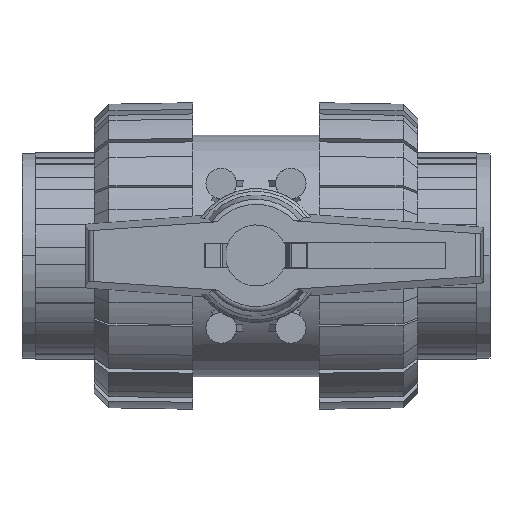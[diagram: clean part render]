
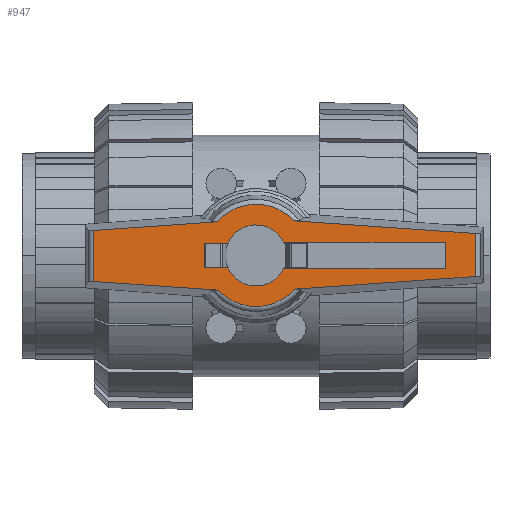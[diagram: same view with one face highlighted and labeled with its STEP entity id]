
A CAD part, top view. The second image highlights one B-rep face of the part: STEP entity #947.
In plain terms, the highlighted planar face has unit normal (0, 0, 1).
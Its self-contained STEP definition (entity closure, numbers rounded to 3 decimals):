
#947=ADVANCED_FACE('',(#2250,#2251,#2252),#2253,.T.);
#2250=FACE_OUTER_BOUND('',#3997,.T.);
#2251=FACE_BOUND('',#3998,.T.);
#2252=FACE_BOUND('',#3999,.T.);
#2253=PLANE('',#4000);
#3997=EDGE_LOOP('',(#6330,#6331,#6332,#6333,#6334,#6335,#6336,#6337));
#3998=EDGE_LOOP('',(#6338,#6339,#6340,#6341));
#3999=EDGE_LOOP('',(#6342,#6343,#6344,#6345));
#4000=AXIS2_PLACEMENT_3D('',#6346,#6347,#6348);
#6330=ORIENTED_EDGE('',*,*,#11121,.T.);
#6331=ORIENTED_EDGE('',*,*,#11319,.T.);
#6332=ORIENTED_EDGE('',*,*,#11253,.T.);
#6333=ORIENTED_EDGE('',*,*,#11260,.F.);
#6334=ORIENTED_EDGE('',*,*,#11155,.T.);
#6335=ORIENTED_EDGE('',*,*,#11294,.T.);
#6336=ORIENTED_EDGE('',*,*,#11234,.T.);
#6337=ORIENTED_EDGE('',*,*,#11241,.T.);
#6338=ORIENTED_EDGE('',*,*,#11210,.T.);
#6339=ORIENTED_EDGE('',*,*,#11194,.T.);
#6340=ORIENTED_EDGE('',*,*,#11187,.T.);
#6341=ORIENTED_EDGE('',*,*,#11202,.T.);
#6342=ORIENTED_EDGE('',*,*,#11162,.T.);
#6343=ORIENTED_EDGE('',*,*,#11177,.T.);
#6344=ORIENTED_EDGE('',*,*,#11185,.T.);
#6345=ORIENTED_EDGE('',*,*,#11169,.T.);
#6346=CARTESIAN_POINT('',(9.557,0.0,177.0));
#6347=DIRECTION('',(0.0,0.0,1.0));
#6348=DIRECTION('',(1.0,0.0,0.0));
#11121=EDGE_CURVE('',#13400,#13398,#13401,.T.);
#11155=EDGE_CURVE('',#13461,#13459,#13462,.T.);
#11162=EDGE_CURVE('',#13473,#13474,#13475,.T.);
#11169=EDGE_CURVE('',#13486,#13473,#13487,.T.);
#11177=EDGE_CURVE('',#13474,#13498,#13499,.T.);
#11185=EDGE_CURVE('',#13498,#13486,#13508,.T.);
#11187=EDGE_CURVE('',#13510,#13511,#13512,.T.);
#11194=EDGE_CURVE('',#13523,#13510,#13524,.T.);
#11202=EDGE_CURVE('',#13511,#13535,#13536,.T.);
#11210=EDGE_CURVE('',#13535,#13523,#13545,.T.);
#11234=EDGE_CURVE('',#13580,#13578,#13581,.T.);
#11241=EDGE_CURVE('',#13578,#13400,#13591,.T.);
#11253=EDGE_CURVE('',#13608,#13606,#13609,.T.);
#11260=EDGE_CURVE('',#13461,#13606,#13619,.T.);
#11294=EDGE_CURVE('',#13459,#13580,#13665,.T.);
#11319=EDGE_CURVE('',#13398,#13608,#13694,.T.);
#13398=VERTEX_POINT('',#16843);
#13400=VERTEX_POINT('',#16870);
#13401=LINE('',#16871,#16872);
#13459=VERTEX_POINT('',#17046);
#13461=VERTEX_POINT('',#17073);
#13462=LINE('',#17074,#17075);
#13473=VERTEX_POINT('',#17089);
#13474=VERTEX_POINT('',#17090);
#13475=LINE('',#17091,#17092);
#13486=VERTEX_POINT('',#17106);
#13487=LINE('',#17107,#17108);
#13498=VERTEX_POINT('',#17123);
#13499=LINE('',#17124,#17125);
#13508=LINE('',#17137,#17138);
#13510=VERTEX_POINT('',#17140);
#13511=VERTEX_POINT('',#17141);
#13512=LINE('',#17142,#17143);
#13523=VERTEX_POINT('',#17157);
#13524=LINE('',#17158,#17159);
#13535=VERTEX_POINT('',#17174);
#13536=LINE('',#17175,#17176);
#13545=LINE('',#17188,#17189);
#13578=VERTEX_POINT('',#17231);
#13580=VERTEX_POINT('',#17233);
#13581=LINE('',#17234,#17235);
#13591=LINE('',#17307,#17308);
#13606=VERTEX_POINT('',#17327);
#13608=VERTEX_POINT('',#17329);
#13609=LINE('',#17330,#17331);
#13619=LINE('',#17403,#17404);
#13665=CIRCLE('',#17525,19.113);
#13694=CIRCLE('',#17613,19.113);
#16843=CARTESIAN_POINT('',(-14.032,-12.977,177.0));
#16870=CARTESIAN_POINT('',(-60.662,-9.716,177.0));
#16871=CARTESIAN_POINT('',(-4.413,-13.65,177.0));
#16872=VECTOR('',#23787,1.0);
#17046=CARTESIAN_POINT('',(14.032,12.977,177.0));
#17073=CARTESIAN_POINT('',(81.912,8.23,177.0));
#17074=CARTESIAN_POINT('',(43.917,10.887,177.0));
#17075=VECTOR('',#23817,1.0);
#17089=CARTESIAN_POINT('',(-10.278,-4.5,177.0));
#17090=CARTESIAN_POINT('',(-19.333,-4.5,177.0));
#17091=CARTESIAN_POINT('',(-2.829,-4.5,177.0));
#17092=VECTOR('',#23827,1.0);
#17106=CARTESIAN_POINT('',(-10.278,4.5,177.0));
#17107=CARTESIAN_POINT('',(-10.278,-2.25,177.0));
#17108=VECTOR('',#23837,1.0);
#17123=CARTESIAN_POINT('',(-19.333,4.5,177.0));
#17124=CARTESIAN_POINT('',(-19.333,6.75,177.0));
#17125=VECTOR('',#23845,1.0);
#17137=CARTESIAN_POINT('',(-2.829,4.5,177.0));
#17138=VECTOR('',#23852,1.0);
#17140=CARTESIAN_POINT('',(10.278,4.5,177.0));
#17141=CARTESIAN_POINT('',(19.333,4.5,177.0));
#17142=CARTESIAN_POINT('',(12.386,4.5,177.0));
#17143=VECTOR('',#23853,1.0);
#17157=CARTESIAN_POINT('',(10.278,-4.5,177.0));
#17158=CARTESIAN_POINT('',(10.278,2.25,177.0));
#17159=VECTOR('',#23863,1.0);
#17174=CARTESIAN_POINT('',(19.333,-4.5,177.0));
#17175=CARTESIAN_POINT('',(19.333,11.25,177.0));
#17176=VECTOR('',#23871,1.0);
#17188=CARTESIAN_POINT('',(12.386,-4.5,177.0));
#17189=VECTOR('',#23878,1.0);
#17231=CARTESIAN_POINT('',(-60.662,9.362,177.0));
#17233=CARTESIAN_POINT('',(-14.373,12.599,177.0));
#17234=CARTESIAN_POINT('',(-3.135,13.384,177.0));
#17235=VECTOR('',#23915,1.0);
#17307=CARTESIAN_POINT('',(-60.662,18.0,177.0));
#17308=VECTOR('',#23917,1.0);
#17327=CARTESIAN_POINT('',(81.912,-7.876,177.0));
#17329=CARTESIAN_POINT('',(14.373,-12.599,177.0));
#17330=CARTESIAN_POINT('',(45.145,-10.447,177.0));
#17331=VECTOR('',#23931,1.0);
#17403=CARTESIAN_POINT('',(81.912,18.0,177.0));
#17404=VECTOR('',#23933,1.0);
#17525=AXIS2_PLACEMENT_3D('',#23971,#23972,#23973);
#17613=AXIS2_PLACEMENT_3D('',#23998,#23999,#24000);
#23787=DIRECTION('',(0.998,-0.07,0.0));
#23817=DIRECTION('',(-0.998,0.07,0.0));
#23827=DIRECTION('',(-1.0,0.0,0.0));
#23837=DIRECTION('',(0.0,-1.0,0.0));
#23845=DIRECTION('',(0.0,1.0,-0.0));
#23852=DIRECTION('',(1.0,0.0,0.0));
#23853=DIRECTION('',(1.0,0.0,-0.0));
#23863=DIRECTION('',(0.0,1.0,-0.0));
#23871=DIRECTION('',(0.0,-1.0,0.0));
#23878=DIRECTION('',(-1.0,0.0,0.0));
#23915=DIRECTION('',(-0.998,-0.07,0.0));
#23917=DIRECTION('',(0.0,-1.0,0.0));
#23931=DIRECTION('',(0.998,0.07,-0.0));
#23933=DIRECTION('',(0.0,-1.0,0.0));
#23971=CARTESIAN_POINT('',(0.0,0.0,177.0));
#23972=DIRECTION('',(0.0,0.0,1.0));
#23973=DIRECTION('',(1.0,0.0,0.0));
#23998=CARTESIAN_POINT('',(0.0,0.0,177.0));
#23999=DIRECTION('',(0.0,0.0,1.0));
#24000=DIRECTION('',(1.0,0.0,0.0));
